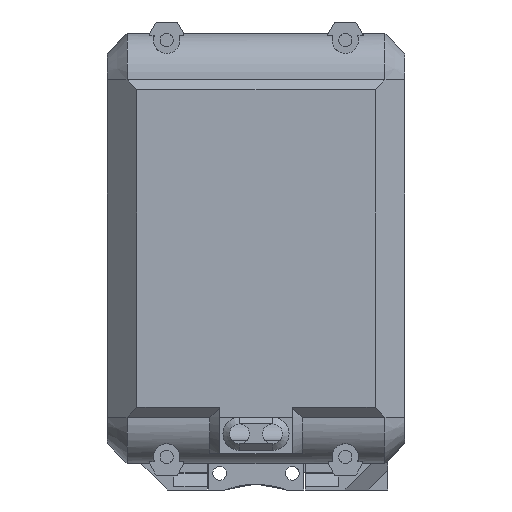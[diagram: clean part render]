
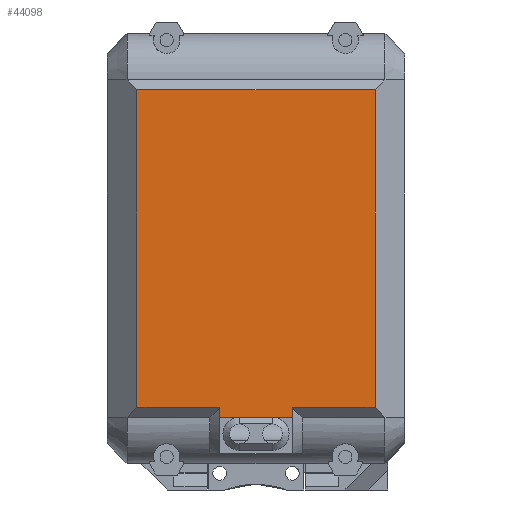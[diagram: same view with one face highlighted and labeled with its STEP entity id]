
A CAD part, front view. The second image highlights one B-rep face of the part: STEP entity #44098.
In plain terms, the highlighted planar face has unit normal (0, -1, 0).
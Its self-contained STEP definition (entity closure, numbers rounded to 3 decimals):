
#1821=PLANE('',#47721);
#3687=FACE_OUTER_BOUND('',#6426,.T.);
#6426=EDGE_LOOP('',(#35057,#35058,#35059,#35060,#35061,#35062,#35063,#35064));
#9341=LINE('',#66976,#13724);
#9344=LINE('',#66982,#13727);
#9354=LINE('',#67091,#13737);
#9373=LINE('',#67221,#13756);
#9377=LINE('',#67230,#13760);
#9382=LINE('',#67245,#13765);
#9423=LINE('',#67393,#13806);
#9424=LINE('',#67394,#13807);
#13724=VECTOR('',#55260,10.);
#13727=VECTOR('',#55265,10.);
#13737=VECTOR('',#55299,10.);
#13756=VECTOR('',#55358,10.);
#13760=VECTOR('',#55364,10.);
#13765=VECTOR('',#55383,10.);
#13806=VECTOR('',#55486,10.);
#13807=VECTOR('',#55487,10.);
#20172=VERTEX_POINT('',#66964);
#20175=VERTEX_POINT('',#66974);
#20177=VERTEX_POINT('',#66980);
#20197=VERTEX_POINT('',#67086);
#20198=VERTEX_POINT('',#67090);
#20225=VERTEX_POINT('',#67220);
#20228=VERTEX_POINT('',#67227);
#20229=VERTEX_POINT('',#67229);
#25480=EDGE_CURVE('',#20175,#20172,#9341,.T.);
#25483=EDGE_CURVE('',#20177,#20175,#9344,.T.);
#25506=EDGE_CURVE('',#20197,#20198,#9354,.T.);
#25543=EDGE_CURVE('',#20198,#20225,#9373,.T.);
#25547=EDGE_CURVE('',#20228,#20229,#9377,.T.);
#25556=EDGE_CURVE('',#20172,#20197,#9382,.T.);
#25613=EDGE_CURVE('',#20229,#20177,#9423,.T.);
#25614=EDGE_CURVE('',#20225,#20228,#9424,.T.);
#35057=ORIENTED_EDGE('',*,*,#25506,.F.);
#35058=ORIENTED_EDGE('',*,*,#25556,.F.);
#35059=ORIENTED_EDGE('',*,*,#25480,.F.);
#35060=ORIENTED_EDGE('',*,*,#25483,.F.);
#35061=ORIENTED_EDGE('',*,*,#25613,.F.);
#35062=ORIENTED_EDGE('',*,*,#25547,.F.);
#35063=ORIENTED_EDGE('',*,*,#25614,.F.);
#35064=ORIENTED_EDGE('',*,*,#25543,.F.);
#44098=ADVANCED_FACE('',(#3687),#1821,.T.);
#47721=AXIS2_PLACEMENT_3D('',#67392,#55484,#55485);
#55260=DIRECTION('',(0.,0.,-1.));
#55265=DIRECTION('',(-1.,0.,0.));
#55299=DIRECTION('',(0.,0.,1.));
#55358=DIRECTION('',(-1.,0.,0.));
#55364=DIRECTION('',(1.,0.,0.));
#55383=DIRECTION('',(-1.,0.,0.));
#55484=DIRECTION('center_axis',(0.,-1.,0.));
#55485=DIRECTION('ref_axis',(0.,0.,-1.));
#55486=DIRECTION('',(0.,0.,-1.));
#55487=DIRECTION('',(0.,0.,1.));
#66964=CARTESIAN_POINT('',(46.5,-114.,-8.));
#66974=CARTESIAN_POINT('',(46.5,-114.,-5.));
#66976=CARTESIAN_POINT('',(46.5,-114.,17.5));
#66980=CARTESIAN_POINT('',(71.5,-114.,-5.));
#66982=CARTESIAN_POINT('',(16.,-114.,-5.));
#67086=CARTESIAN_POINT('',(24.5,-114.,-8.));
#67090=CARTESIAN_POINT('',(24.5,-114.,-5.));
#67091=CARTESIAN_POINT('',(24.5,-114.,12.));
#67220=CARTESIAN_POINT('',(-0.5,-114.,-5.));
#67221=CARTESIAN_POINT('',(16.,-114.,-5.));
#67227=CARTESIAN_POINT('',(-0.5,-114.,91.));
#67229=CARTESIAN_POINT('',(71.5,-114.,91.));
#67230=CARTESIAN_POINT('',(55.,-114.,91.));
#67245=CARTESIAN_POINT('',(30.,-114.,-8.));
#67392=CARTESIAN_POINT('Origin',(35.5,-114.,43.));
#67393=CARTESIAN_POINT('',(71.5,-114.,17.5));
#67394=CARTESIAN_POINT('',(-0.5,-114.,68.5));
